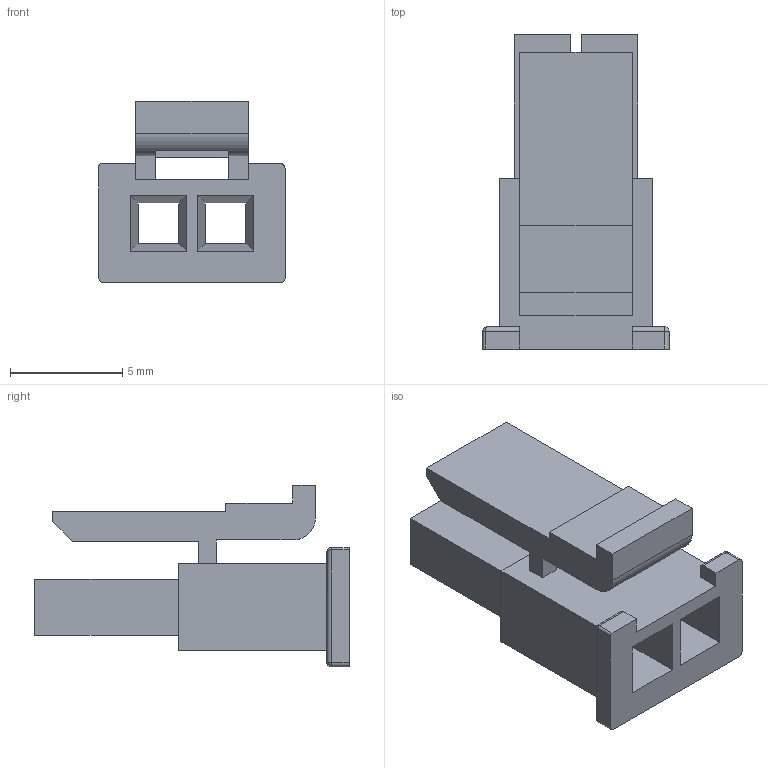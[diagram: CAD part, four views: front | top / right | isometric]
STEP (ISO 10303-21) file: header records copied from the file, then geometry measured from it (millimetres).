
FILE_DESCRIPTION(/* description */ ('Unknown'),/* implementation_level */ '2;1');
FILE_NAME(/* name */ '662002013322',/* time_stamp */ '2016-01-25T09:30:17+01:00',/* author */ ('Unknown'),/* organization */ ('Unknown'),/* preprocessor_version */ 'ST-DEVELOPER v16',/* originating_system */ 'DEX',/* authorisation */ $);
FILE_SCHEMA (('AUTOMOTIVE_DESIGN {1 0 10303 214 3 1 1}'));
Length unit declared in the file: millimetre
Products named in the file (2): 6620xx013322; 662002013322
Assembly tree (1 placements, depth 2):
  6620xx013322
    662002013322
Bounding box: 8.28 x 14 x 8.08 mm (x, y, z)
Volume: 246.4 mm3; surface area: 774.2 mm2
Topology: 1 solids, 1 shells, 83 faces, 213 edges, 130 vertices
Faces by surface type: plane 69, cylinder 10, sphere 3, bspline 1
Entity records: 2498 total; most frequent: CARTESIAN_POINT 443, ORIENTED_EDGE 418, DIRECTION 399, EDGE_CURVE 209, LINE 187, VECTOR 187, VERTEX_POINT 130, AXIS2_PLACEMENT_3D 106
